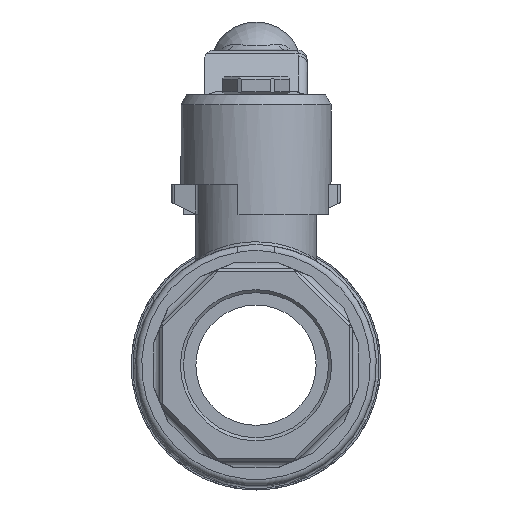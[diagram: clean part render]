
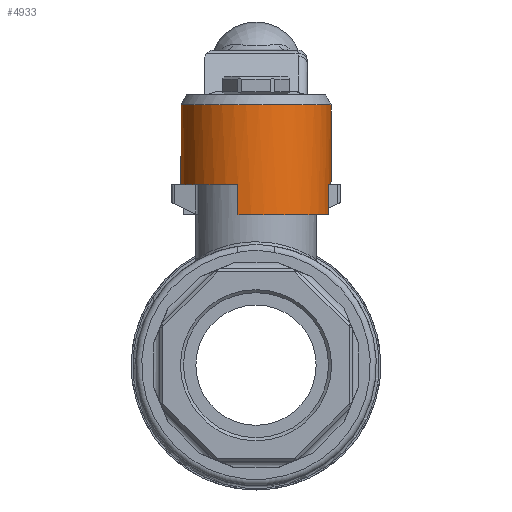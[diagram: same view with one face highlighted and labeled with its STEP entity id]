
A CAD part, front view. The second image highlights one B-rep face of the part: STEP entity #4933.
In plain terms, the highlighted cylindrical face has radius 12.5 mm (diameter 25 mm), a full revolution.
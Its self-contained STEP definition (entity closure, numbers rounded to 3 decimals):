
#250=ELLIPSE('',#5272,19.144,12.5);
#479=LINE('',#7330,#812);
#480=LINE('',#7334,#813);
#481=LINE('',#7342,#814);
#482=LINE('',#7347,#815);
#483=LINE('',#7351,#816);
#484=LINE('',#7355,#817);
#812=VECTOR('',#6091,1000.);
#813=VECTOR('',#6094,1000.);
#814=VECTOR('',#6097,1000.);
#815=VECTOR('',#6100,1000.);
#816=VECTOR('',#6103,1000.);
#817=VECTOR('',#6106,1000.);
#994=CIRCLE('',#5273,12.5);
#995=CIRCLE('',#5274,12.5);
#996=CIRCLE('',#5275,12.5);
#997=CIRCLE('',#5276,12.5);
#998=CIRCLE('',#5277,12.5);
#999=CIRCLE('',#5278,12.5);
#1000=CIRCLE('',#5279,12.5);
#1674=ORIENTED_EDGE('',*,*,#2421,.T.);
#1675=ORIENTED_EDGE('',*,*,#2422,.T.);
#1676=ORIENTED_EDGE('',*,*,#2423,.T.);
#1677=ORIENTED_EDGE('',*,*,#2424,.F.);
#1678=ORIENTED_EDGE('',*,*,#2425,.T.);
#1679=ORIENTED_EDGE('',*,*,#2426,.T.);
#1680=ORIENTED_EDGE('',*,*,#2427,.T.);
#1681=ORIENTED_EDGE('',*,*,#2428,.T.);
#1682=ORIENTED_EDGE('',*,*,#2429,.F.);
#1683=ORIENTED_EDGE('',*,*,#2430,.T.);
#1684=ORIENTED_EDGE('',*,*,#2431,.T.);
#1685=ORIENTED_EDGE('',*,*,#2432,.T.);
#1686=ORIENTED_EDGE('',*,*,#2433,.F.);
#1687=ORIENTED_EDGE('',*,*,#2434,.T.);
#1688=ORIENTED_EDGE('',*,*,#2435,.T.);
#1689=ORIENTED_EDGE('',*,*,#2436,.T.);
#2421=EDGE_CURVE('',#2834,#2835,#250,.F.);
#2422=EDGE_CURVE('',#2835,#2836,#994,.T.);
#2423=EDGE_CURVE('',#2836,#2837,#2980,.T.);
#2424=EDGE_CURVE('',#2838,#2837,#479,.T.);
#2425=EDGE_CURVE('',#2838,#2839,#995,.F.);
#2426=EDGE_CURVE('',#2839,#2840,#480,.T.);
#2427=EDGE_CURVE('',#2840,#2841,#2981,.T.);
#2428=EDGE_CURVE('',#2841,#2834,#996,.T.);
#2429=EDGE_CURVE('',#2842,#2843,#481,.T.);
#2430=EDGE_CURVE('',#2842,#2844,#997,.T.);
#2431=EDGE_CURVE('',#2844,#2845,#482,.T.);
#2432=EDGE_CURVE('',#2845,#2846,#998,.T.);
#2433=EDGE_CURVE('',#2847,#2846,#483,.T.);
#2434=EDGE_CURVE('',#2847,#2848,#999,.T.);
#2435=EDGE_CURVE('',#2848,#2849,#484,.T.);
#2436=EDGE_CURVE('',#2849,#2843,#1000,.T.);
#2834=VERTEX_POINT('',#7321);
#2835=VERTEX_POINT('',#7322);
#2836=VERTEX_POINT('',#7324);
#2837=VERTEX_POINT('',#7329);
#2838=VERTEX_POINT('',#7331);
#2839=VERTEX_POINT('',#7333);
#2840=VERTEX_POINT('',#7335);
#2841=VERTEX_POINT('',#7340);
#2842=VERTEX_POINT('',#7343);
#2843=VERTEX_POINT('',#7344);
#2844=VERTEX_POINT('',#7346);
#2845=VERTEX_POINT('',#7348);
#2846=VERTEX_POINT('',#7350);
#2847=VERTEX_POINT('',#7352);
#2848=VERTEX_POINT('',#7354);
#2849=VERTEX_POINT('',#7356);
#2980=B_SPLINE_CURVE_WITH_KNOTS('',3,(#7325,#7326,#7327,#7328),
 .UNSPECIFIED.,.F.,.F.,(4,4),(0.,0.001),.UNSPECIFIED.);
#2981=B_SPLINE_CURVE_WITH_KNOTS('',3,(#7336,#7337,#7338,#7339),
 .UNSPECIFIED.,.F.,.F.,(4,4),(0.,0.001),.UNSPECIFIED.);
#3180=EDGE_LOOP('',(#1674,#1675,#1676,#1677,#1678,#1679,#1680,#1681));
#3181=EDGE_LOOP('',(#1682,#1683,#1684,#1685,#1686,#1687,#1688,#1689));
#3437=FACE_BOUND('',#3180,.T.);
#3438=FACE_BOUND('',#3181,.T.);
#3564=CYLINDRICAL_SURFACE('',#5271,12.5);
#4933=ADVANCED_FACE('',(#3437,#3438),#3564,.T.);
#5271=AXIS2_PLACEMENT_3D('',#7319,#6085,#6086);
#5272=AXIS2_PLACEMENT_3D('',#7320,#6087,#6088);
#5273=AXIS2_PLACEMENT_3D('',#7323,#6089,#6090);
#5274=AXIS2_PLACEMENT_3D('',#7332,#6092,#6093);
#5275=AXIS2_PLACEMENT_3D('',#7341,#6095,#6096);
#5276=AXIS2_PLACEMENT_3D('',#7345,#6098,#6099);
#5277=AXIS2_PLACEMENT_3D('',#7349,#6101,#6102);
#5278=AXIS2_PLACEMENT_3D('',#7353,#6104,#6105);
#5279=AXIS2_PLACEMENT_3D('',#7357,#6107,#6108);
#6085=DIRECTION('',(0.,-1.,0.));
#6086=DIRECTION('',(0.,0.,-1.));
#6087=DIRECTION('',(-0.757,0.653,0.));
#6088=DIRECTION('',(-0.653,-0.757,0.));
#6089=DIRECTION('',(0.,-1.,0.));
#6090=DIRECTION('',(1.,0.,0.));
#6091=DIRECTION('',(0.,-1.,0.));
#6092=DIRECTION('',(0.,1.,0.));
#6093=DIRECTION('',(0.,0.,1.));
#6094=DIRECTION('',(0.,-1.,0.));
#6095=DIRECTION('',(0.,-1.,0.));
#6096=DIRECTION('',(1.,0.,0.));
#6097=DIRECTION('',(0.,-1.,0.));
#6098=DIRECTION('',(0.,1.,0.));
#6099=DIRECTION('',(-1.,0.,0.));
#6100=DIRECTION('',(0.,-1.,0.));
#6101=DIRECTION('',(0.,1.,0.));
#6102=DIRECTION('',(1.,0.,0.));
#6103=DIRECTION('',(0.,-1.,0.));
#6104=DIRECTION('',(0.,1.,0.));
#6105=DIRECTION('',(1.,0.,0.));
#6106=DIRECTION('',(0.,-1.,0.));
#6107=DIRECTION('',(0.,1.,0.));
#6108=DIRECTION('',(1.,0.,0.));
#7319=CARTESIAN_POINT('',(0.,20.,0.));
#7320=CARTESIAN_POINT('',(0.,0.172,0.));
#7321=CARTESIAN_POINT('',(11.059,13.,-5.827));
#7322=CARTESIAN_POINT('',(11.059,13.,5.827));
#7323=CARTESIAN_POINT('',(0.,13.,0.));
#7324=CARTESIAN_POINT('',(9.221,13.,8.44));
#7325=CARTESIAN_POINT('',(9.221,13.,8.44));
#7326=CARTESIAN_POINT('',(9.184,13.299,8.48));
#7327=CARTESIAN_POINT('',(9.165,13.601,8.5));
#7328=CARTESIAN_POINT('',(9.165,13.905,8.5));
#7329=CARTESIAN_POINT('',(9.165,13.905,8.5));
#7330=CARTESIAN_POINT('',(9.165,20.,8.5));
#7331=CARTESIAN_POINT('',(9.165,18.268,8.5));
#7332=CARTESIAN_POINT('',(0.,18.268,0.));
#7333=CARTESIAN_POINT('',(9.165,18.268,-8.5));
#7334=CARTESIAN_POINT('',(9.165,20.,-8.5));
#7335=CARTESIAN_POINT('',(9.165,13.905,-8.5));
#7336=CARTESIAN_POINT('',(9.165,13.905,-8.5));
#7337=CARTESIAN_POINT('',(9.165,13.601,-8.5));
#7338=CARTESIAN_POINT('',(9.184,13.299,-8.48));
#7339=CARTESIAN_POINT('',(9.221,13.,-8.44));
#7340=CARTESIAN_POINT('',(9.221,13.,-8.44));
#7341=CARTESIAN_POINT('',(0.,13.,0.));
#7342=CARTESIAN_POINT('',(-3.,5.,12.135));
#7343=CARTESIAN_POINT('',(-3.,5.,12.135));
#7344=CARTESIAN_POINT('',(-3.,0.,12.135));
#7345=CARTESIAN_POINT('',(0.,5.,0.));
#7346=CARTESIAN_POINT('',(12.135,5.,-3.));
#7347=CARTESIAN_POINT('',(12.135,5.,-3.));
#7348=CARTESIAN_POINT('',(12.135,0.,-3.));
#7349=CARTESIAN_POINT('',(0.,0.,0.));
#7350=CARTESIAN_POINT('',(3.,0.,-12.135));
#7351=CARTESIAN_POINT('',(3.,5.,-12.135));
#7352=CARTESIAN_POINT('',(3.,5.,-12.135));
#7353=CARTESIAN_POINT('',(0.,5.,0.));
#7354=CARTESIAN_POINT('',(-12.135,5.,-3.));
#7355=CARTESIAN_POINT('',(-12.135,5.,-3.));
#7356=CARTESIAN_POINT('',(-12.135,0.,-3.));
#7357=CARTESIAN_POINT('',(0.,0.,0.));
